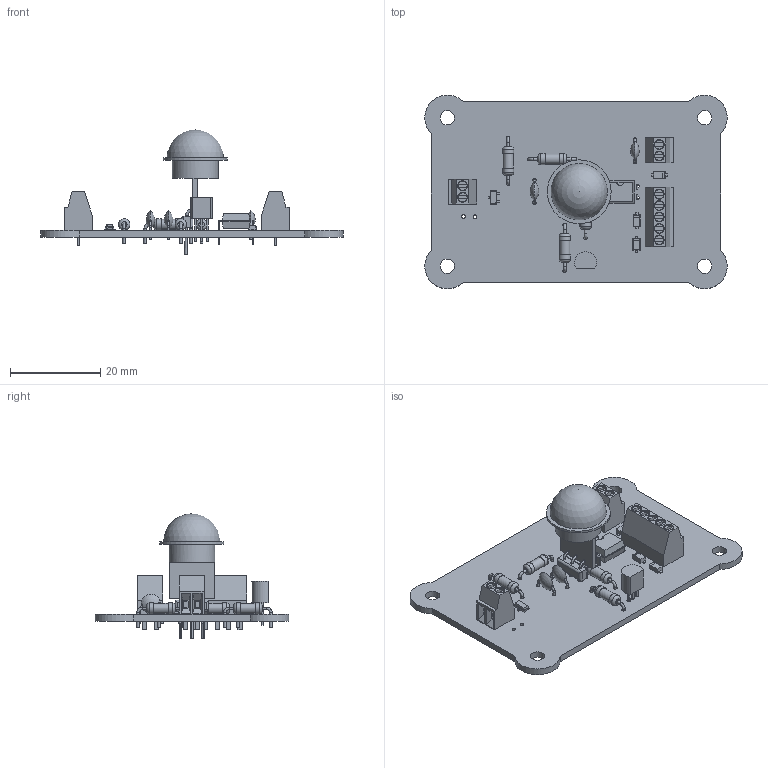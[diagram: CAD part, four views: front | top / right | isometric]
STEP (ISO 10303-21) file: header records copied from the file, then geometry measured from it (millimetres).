
FILE_DESCRIPTION(('KiCad electronic assembly'),'2;1');
FILE_NAME('WALKIN_PIR_IF-3D.step','2026-01-24T05:02:58',('Pcbnew'),( 'Kicad'),'Open CASCADE STEP processor 7.6','KiCad to STEP converter' ,'Unknown');
FILE_SCHEMA(('AUTOMOTIVE_DESIGN { 1 0 10303 214 1 1 1 1 }'));
Length unit declared in the file: millimetre
Products named in the file (14): WALKIN_PIR_IF-3D 1; TerminalBlock_Phoenix_MPT-0,5-5-2.54_1x05_P2.54mm_Horizontal; C_Disc_D4.3mm_W1.9mm_P5.00mm; DIP-4_W7.62mm; SOT-23-3; D_SOD-123F; R_Axial_DIN0207_L6.3mm_D2.5mm_P10.16mm_Horizontal_1_0_1; TerminalBlock_Phoenix_MPT-0,5-2-2.54_1x02_P2.54mm_Horizontal; R_Axial_DIN0207_L6.3mm_D2.5mm_P10.16mm_Horizontal_1_0_5; R_Axial_DIN0207_L6.3mm_D2.5mm_P10.16mm_Horizontal_1_5_2; AM312; TO-92_Inline; R_Axial_DIN0207_L6.3mm_D2.5mm_P10.16mm_Horizontal_1_0_4; kibot_5gq1o4dk_PCB
Assembly tree (18 placements, depth 2):
  WALKIN_PIR_IF-3D 1
    TerminalBlock_Phoenix_MPT-0,5-5-2.54_1x05_P2.54mm_Horizontal
    C_Disc_D4.3mm_W1.9mm_P5.00mm  x3
    DIP-4_W7.62mm
    SOT-23-3
    D_SOD-123F  x3
    R_Axial_DIN0207_L6.3mm_D2.5mm_P10.16mm_Horizontal_1_0_1
    TerminalBlock_Phoenix_MPT-0,5-2-2.54_1x02_P2.54mm_Horizontal  x2
    R_Axial_DIN0207_L6.3mm_D2.5mm_P10.16mm_Horizontal_1_0_5
    R_Axial_DIN0207_L6.3mm_D2.5mm_P10.16mm_Horizontal_1_5_2
    AM312
    TO-92_Inline
    R_Axial_DIN0207_L6.3mm_D2.5mm_P10.16mm_Horizontal_1_0_4
    kibot_5gq1o4dk_PCB
Bounding box: 67.03 x 42.89 x 27.59 mm (x, y, z)
Volume: 6193 mm3; surface area: 9430.6 mm2
Topology: 22 solids, 22 shells, 795 faces, 1857 edges, 1164 vertices
Faces by surface type: plane 505, cylinder 157, bspline 98, torus 22, sphere 7, revolution 6
Full cylindrical faces by diameter (mm): 0.5 x12, 0.6 x16, 0.65 x2, 0.75 x3, 0.8 x20, 1 x3, 1.1 x17, 2 x9, 2.2 x9, 2.25 x4, 2.5 x8, 3.2 x4, 10.14 x1, 14.17 x1
Entity records: 18926 total; most frequent: CARTESIAN_POINT 3922, DIRECTION 2988, ORIENTED_EDGE 2986, EDGE_CURVE 1493, LINE 1000, VECTOR 1000, AXIS2_PLACEMENT_3D 993, VERTEX_POINT 940
